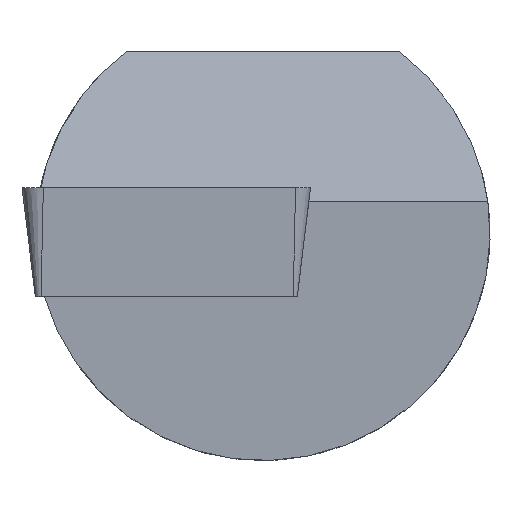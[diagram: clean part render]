
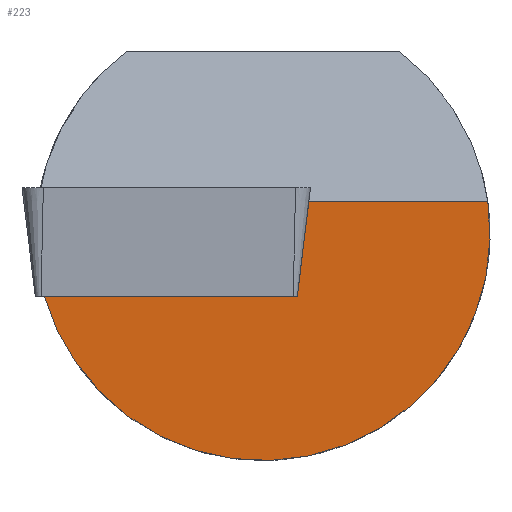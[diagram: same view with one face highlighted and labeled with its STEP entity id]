
A CAD part, left-side view. The second image highlights one B-rep face of the part: STEP entity #223.
In plain terms, the highlighted planar face has unit normal (-0.978, -0.172, -0.122).
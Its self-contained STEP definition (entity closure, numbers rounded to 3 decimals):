
#26=ELLIPSE('',#540,5.115,5.);
#203=PLANE('',#546);
#223=ADVANCED_FACE('',(#247),#203,.F.);
#247=FACE_OUTER_BOUND('',#267,.T.);
#267=EDGE_LOOP('',(#411,#412,#413,#414));
#294=LINE('',#748,#325);
#297=LINE('',#753,#328);
#298=LINE('',#755,#329);
#325=VECTOR('',#631,1.);
#328=VECTOR('',#638,1.);
#329=VECTOR('',#639,1.);
#411=ORIENTED_EDGE('',*,*,#500,.F.);
#412=ORIENTED_EDGE('',*,*,#492,.F.);
#413=ORIENTED_EDGE('',*,*,#497,.F.);
#414=ORIENTED_EDGE('',*,*,#501,.T.);
#451=VERTEX_POINT('',#736);
#452=VERTEX_POINT('',#738);
#454=VERTEX_POINT('',#746);
#456=VERTEX_POINT('',#754);
#492=EDGE_CURVE('',#451,#452,#26,.T.);
#497=EDGE_CURVE('',#454,#451,#294,.T.);
#500=EDGE_CURVE('',#452,#456,#297,.T.);
#501=EDGE_CURVE('',#454,#456,#298,.T.);
#540=AXIS2_PLACEMENT_3D('',#737,#620,#621);
#546=AXIS2_PLACEMENT_3D('',#756,#640,#641);
#620=DIRECTION('',(0.977,0.172,0.122));
#621=DIRECTION('',(-0.211,0.798,0.564));
#631=DIRECTION('',(0.174,-0.985,0.));
#638=DIRECTION('',(0.174,-0.985,0.));
#639=DIRECTION('',(0.102,0.121,-0.987));
#640=DIRECTION('',(0.977,0.172,0.122));
#641=DIRECTION('',(0.174,-0.985,0.));
#736=CARTESIAN_POINT('',(1.87,-4.951,0.7));
#737=CARTESIAN_POINT('',(1.084,0.,0.));
#738=CARTESIAN_POINT('',(0.409,4.806,-1.38));
#746=CARTESIAN_POINT('',(1.175,-1.013,0.7));
#748=CARTESIAN_POINT('',(9.438,-47.875,0.7));
#753=CARTESIAN_POINT('',(3.672,-13.7,-1.38));
#754=CARTESIAN_POINT('',(1.39,-0.758,-1.38));
#755=CARTESIAN_POINT('',(1.254,-0.92,-0.06));
#756=CARTESIAN_POINT('',(3.672,-13.7,-1.38));
